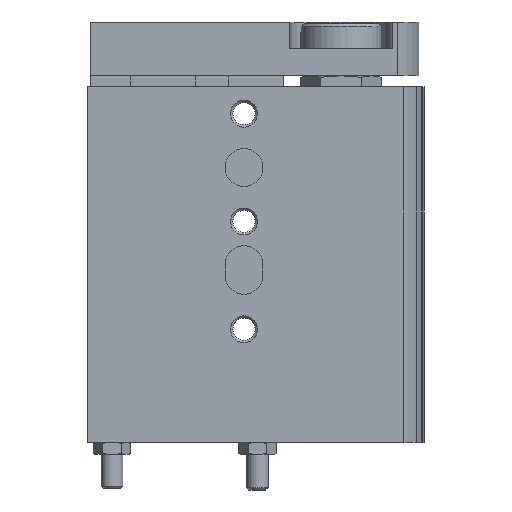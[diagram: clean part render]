
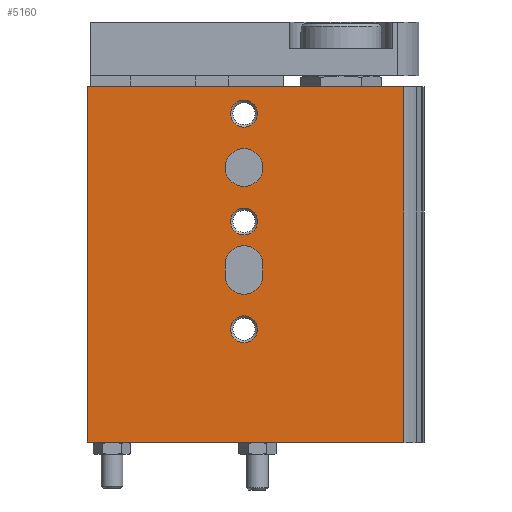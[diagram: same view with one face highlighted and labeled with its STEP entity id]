
A CAD part, front view. The second image highlights one B-rep face of the part: STEP entity #5160.
In plain terms, the highlighted planar face has unit normal (0, -1, 0).
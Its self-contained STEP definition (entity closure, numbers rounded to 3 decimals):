
#304=CIRCLE('',#5566,2.5);
#305=CIRCLE('',#5567,2.5);
#306=CIRCLE('',#5568,2.5);
#307=CIRCLE('',#5569,3.5);
#308=CIRCLE('',#5570,3.5);
#309=CIRCLE('',#5571,3.5);
#664=ORIENTED_EDGE('',*,*,#2102,.F.);
#665=ORIENTED_EDGE('',*,*,#2103,.F.);
#666=ORIENTED_EDGE('',*,*,#2104,.F.);
#667=ORIENTED_EDGE('',*,*,#2105,.F.);
#668=ORIENTED_EDGE('',*,*,#2106,.F.);
#669=ORIENTED_EDGE('',*,*,#2107,.F.);
#670=ORIENTED_EDGE('',*,*,#2108,.F.);
#671=ORIENTED_EDGE('',*,*,#2109,.F.);
#672=ORIENTED_EDGE('',*,*,#2044,.T.);
#673=ORIENTED_EDGE('',*,*,#2110,.F.);
#674=ORIENTED_EDGE('',*,*,#2111,.F.);
#675=ORIENTED_EDGE('',*,*,#2100,.T.);
#2044=EDGE_CURVE('',#2769,#2768,#3252,.T.);
#2100=EDGE_CURVE('',#2811,#2769,#3282,.T.);
#2102=EDGE_CURVE('',#2812,#2812,#304,.T.);
#2103=EDGE_CURVE('',#2813,#2813,#305,.T.);
#2104=EDGE_CURVE('',#2814,#2814,#306,.T.);
#2105=EDGE_CURVE('',#2815,#2816,#3283,.T.);
#2106=EDGE_CURVE('',#2817,#2815,#307,.F.);
#2107=EDGE_CURVE('',#2818,#2817,#3284,.T.);
#2108=EDGE_CURVE('',#2816,#2818,#308,.F.);
#2109=EDGE_CURVE('',#2819,#2819,#309,.F.);
#2110=EDGE_CURVE('',#2820,#2768,#3285,.T.);
#2111=EDGE_CURVE('',#2811,#2820,#3286,.T.);
#2768=VERTEX_POINT('',#7801);
#2769=VERTEX_POINT('',#7803);
#2811=VERTEX_POINT('',#7915);
#2812=VERTEX_POINT('',#7919);
#2813=VERTEX_POINT('',#7921);
#2814=VERTEX_POINT('',#7923);
#2815=VERTEX_POINT('',#7925);
#2816=VERTEX_POINT('',#7926);
#2817=VERTEX_POINT('',#7928);
#2818=VERTEX_POINT('',#7930);
#2819=VERTEX_POINT('',#7933);
#2820=VERTEX_POINT('',#7935);
#3252=LINE('',#7802,#3681);
#3282=LINE('',#7914,#3711);
#3283=LINE('',#7924,#3712);
#3284=LINE('',#7929,#3713);
#3285=LINE('',#7934,#3714);
#3286=LINE('',#7936,#3715);
#3681=VECTOR('',#6174,1000.);
#3711=VECTOR('',#6284,1000.);
#3712=VECTOR('',#6295,1000.);
#3713=VECTOR('',#6298,1000.);
#3714=VECTOR('',#6303,1000.);
#3715=VECTOR('',#6304,1000.);
#4097=EDGE_LOOP('',(#664));
#4098=EDGE_LOOP('',(#665));
#4099=EDGE_LOOP('',(#666));
#4100=EDGE_LOOP('',(#667,#668,#669,#670));
#4101=EDGE_LOOP('',(#671));
#4102=EDGE_LOOP('',(#672,#673,#674,#675));
#4537=FACE_BOUND('',#4097,.T.);
#4538=FACE_BOUND('',#4098,.T.);
#4539=FACE_BOUND('',#4099,.T.);
#4540=FACE_BOUND('',#4100,.T.);
#4541=FACE_BOUND('',#4101,.T.);
#4542=FACE_BOUND('',#4102,.T.);
#4956=PLANE('',#5565);
#5160=ADVANCED_FACE('',(#4537,#4538,#4539,#4540,#4541,#4542),#4956,.F.);
#5565=AXIS2_PLACEMENT_3D('',#7917,#6287,#6288);
#5566=AXIS2_PLACEMENT_3D('',#7918,#6289,#6290);
#5567=AXIS2_PLACEMENT_3D('',#7920,#6291,#6292);
#5568=AXIS2_PLACEMENT_3D('',#7922,#6293,#6294);
#5569=AXIS2_PLACEMENT_3D('',#7927,#6296,#6297);
#5570=AXIS2_PLACEMENT_3D('',#7931,#6299,#6300);
#5571=AXIS2_PLACEMENT_3D('',#7932,#6301,#6302);
#6174=DIRECTION('',(0.,0.,-1.));
#6284=DIRECTION('',(-1.,0.,0.));
#6287=DIRECTION('',(0.,1.,0.));
#6288=DIRECTION('',(0.,0.,1.));
#6289=DIRECTION('',(0.,-1.,0.));
#6290=DIRECTION('',(0.,0.,-1.));
#6291=DIRECTION('',(0.,-1.,0.));
#6292=DIRECTION('',(0.,0.,-1.));
#6293=DIRECTION('',(0.,-1.,0.));
#6294=DIRECTION('',(0.,0.,-1.));
#6295=DIRECTION('',(1.,0.,0.));
#6296=DIRECTION('',(0.,1.,0.));
#6297=DIRECTION('',(0.,0.,1.));
#6298=DIRECTION('',(-1.,0.,0.));
#6299=DIRECTION('',(0.,1.,0.));
#6300=DIRECTION('',(0.,0.,1.));
#6301=DIRECTION('',(0.,1.,0.));
#6302=DIRECTION('',(0.,0.,1.));
#6303=DIRECTION('',(-1.,0.,0.));
#6304=DIRECTION('',(0.,0.,-1.));
#7801=CARTESIAN_POINT('',(0.,0.,-31.25));
#7802=CARTESIAN_POINT('',(0.,0.,27.377));
#7803=CARTESIAN_POINT('',(0.,0.,27.377));
#7914=CARTESIAN_POINT('',(66.,0.,27.377));
#7915=CARTESIAN_POINT('',(66.,0.,27.377));
#7917=CARTESIAN_POINT('',(66.,0.,27.377));
#7918=CARTESIAN_POINT('',(45.,0.,-2.25));
#7919=CARTESIAN_POINT('',(45.,0.,-4.75));
#7920=CARTESIAN_POINT('',(25.,0.,-2.25));
#7921=CARTESIAN_POINT('',(25.,0.,-4.75));
#7922=CARTESIAN_POINT('',(5.,0.,-2.25));
#7923=CARTESIAN_POINT('',(5.,0.,-4.75));
#7924=CARTESIAN_POINT('',(66.,0.,-5.75));
#7925=CARTESIAN_POINT('',(33.,0.,-5.75));
#7926=CARTESIAN_POINT('',(35.,0.,-5.75));
#7927=CARTESIAN_POINT('',(33.,0.,-2.25));
#7928=CARTESIAN_POINT('',(33.,0.,1.25));
#7929=CARTESIAN_POINT('',(66.,0.,1.25));
#7930=CARTESIAN_POINT('',(35.,0.,1.25));
#7931=CARTESIAN_POINT('',(35.,0.,-2.25));
#7932=CARTESIAN_POINT('',(15.,0.,-2.25));
#7933=CARTESIAN_POINT('',(15.,0.,1.25));
#7934=CARTESIAN_POINT('',(66.,0.,-31.25));
#7935=CARTESIAN_POINT('',(66.,0.,-31.25));
#7936=CARTESIAN_POINT('',(66.,0.,27.377));
